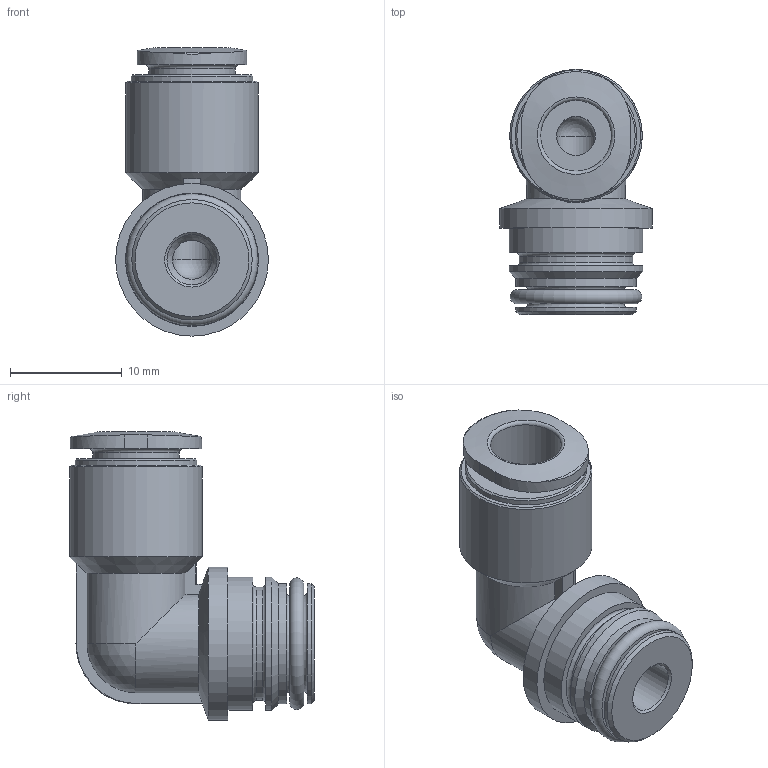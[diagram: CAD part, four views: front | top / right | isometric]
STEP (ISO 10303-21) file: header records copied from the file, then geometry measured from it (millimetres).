
FILE_DESCRIPTION(/* description */ ('STEP AP214'),/* implementation_level */ '2;1');
FILE_NAME(/* name */ '132940_QSPLKG14-1_4-U',/* time_stamp */ '2024-09-14T14:37:27+02:00',/* author */ ('License CC BY-ND 4.0'),/* organization */ ('CADENAS'),/* preprocessor_version */ 'ST-DEVELOPER v19.3',/* originating_system */ 'PARTsolutions',/* authorisation */ ' ');
FILE_SCHEMA (('AUTOMOTIVE_DESIGN {1 0 10303 214 3 1 1}'));
Length unit declared in the file: millimetre
Products named in the file (1): 132940 QSPLKG14-1/4-U
Bounding box: 13.7 x 21.95 x 25.85 mm (x, y, z)
Volume: 2486.4 mm3; surface area: 2282.8 mm2
Topology: 1 solids, 1 shells, 67 faces, 148 edges, 92 vertices
Faces by surface type: cylinder 25, plane 18, torus 11, cone 9, sphere 4
Full cylindrical faces by diameter (mm): 3.5 x2, 4.5 x1, 6.35 x1, 7.75 x1, 8.6 x2, 10.15 x1, 10.8 x2, 10.9 x1, 11.9 x1, 11.95 x2, 13.7 x1
Entity records: 2162 total; most frequent: CARTESIAN_POINT 320, DIRECTION 298, ORIENTED_EDGE 220, AXIS2_PLACEMENT_3D 138, EDGE_LOOP 112, FACE_BOUND 112, EDGE_CURVE 110, VERTEX_POINT 88
